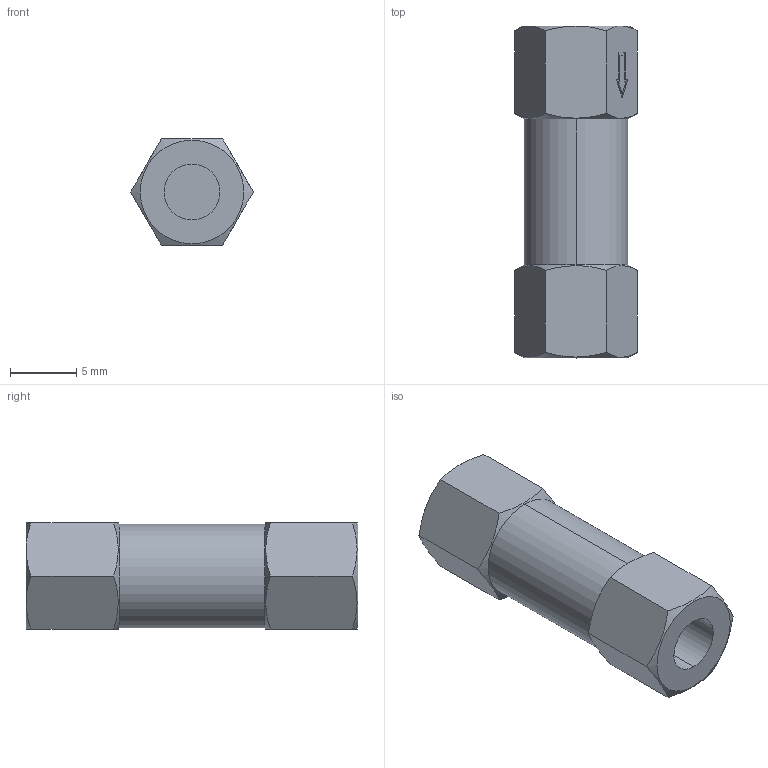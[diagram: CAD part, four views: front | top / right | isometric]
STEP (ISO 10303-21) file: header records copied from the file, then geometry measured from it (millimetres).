
FILE_DESCRIPTION (( 'STEP AP203' ), '1' );
FILE_NAME ('04130000.STEP', '2010-04-30T14:12:50', ( 'Flavio' ), ( '' ), 'SwSTEP 2.0', 'SolidWorks 2009', '' );
FILE_SCHEMA (( 'CONFIG_CONTROL_DESIGN' ));
Length unit declared in the file: millimetre
Products named in the file (1): 04130000
Bounding box: 9.24 x 25 x 8 mm (x, y, z)
Volume: 1118 mm3; surface area: 942.8 mm2
Topology: 1 solids, 1 shells, 50 faces, 122 edges, 78 vertices
Faces by surface type: plane 32, cone 12, cylinder 6
Entity records: 1647 total; most frequent: CARTESIAN_POINT 447, ORIENTED_EDGE 244, DIRECTION 208, EDGE_CURVE 122, VERTEX_POINT 78, AXIS2_PLACEMENT_3D 71, VECTOR 66, LINE 66
